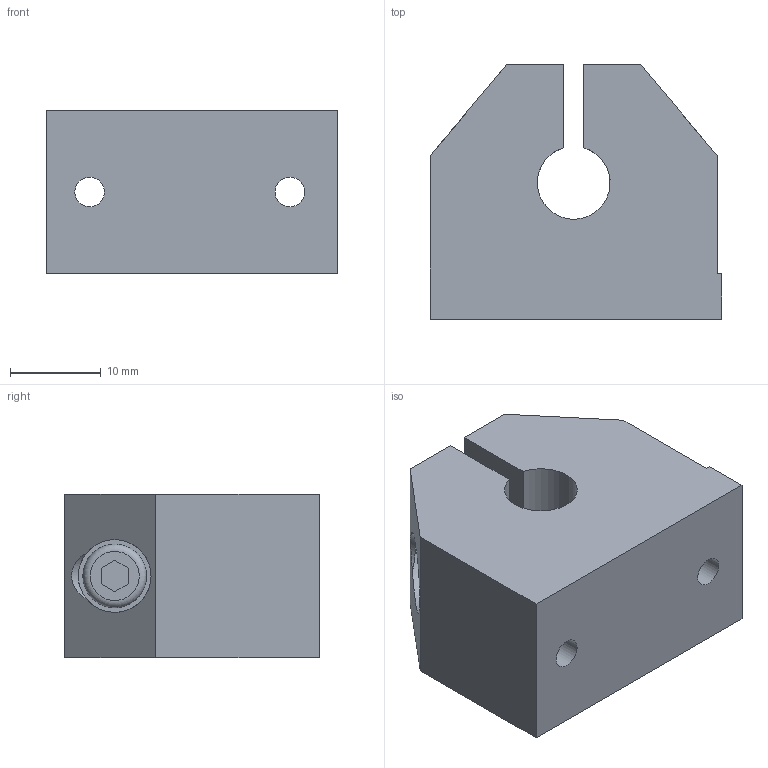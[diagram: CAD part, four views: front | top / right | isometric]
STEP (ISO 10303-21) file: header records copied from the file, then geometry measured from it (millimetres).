
FILE_DESCRIPTION(/* description */ ('Aufgebohrt auf D 32'),/* implementation_level */ '2;1');
FILE_NAME(/* name */ '161770-0.step',/* time_stamp */ '2021-08-17T08:26:22+02:00',/* author */ ('Praktikum'),/* organization */ (''),/* preprocessor_version */ 'ST-DEVELOPER v18.1',/* originating_system */ 'Autodesk Inventor 2021',/* authorisation */ '');
FILE_SCHEMA (('AUTOMOTIVE_DESIGN { 1 0 10303 214 3 1 1 }'));
Length unit declared in the file: millimetre
Products named in the file (1): 16-1770-0FZ.001
Bounding box: 32 x 28 x 18 mm (x, y, z)
Volume: 12050.4 mm3; surface area: 5069.2 mm2
Topology: 1 solids, 1 shells, 40 faces, 94 edges, 63 vertices
Faces by surface type: plane 27, cylinder 12, torus 1
Full cylindrical faces by diameter (mm): 3.242 x3, 3.3 x2, 4.5 x1, 6 x2, 7 x1, 8 x1
Entity records: 1280 total; most frequent: CARTESIAN_POINT 289, DIRECTION 193, ORIENTED_EDGE 188, EDGE_CURVE 94, AXIS2_PLACEMENT_3D 65, LINE 63, VECTOR 63, VERTEX_POINT 63
